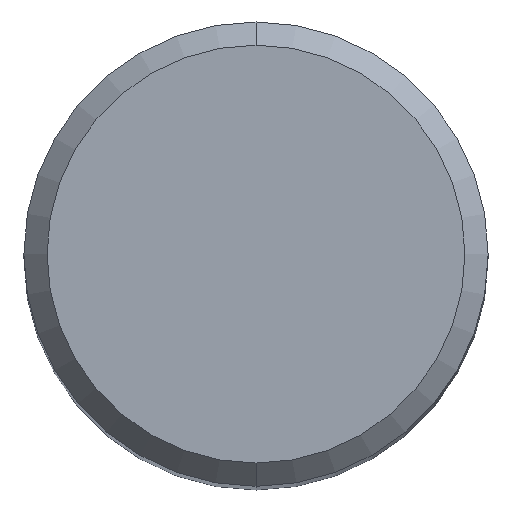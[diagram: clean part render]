
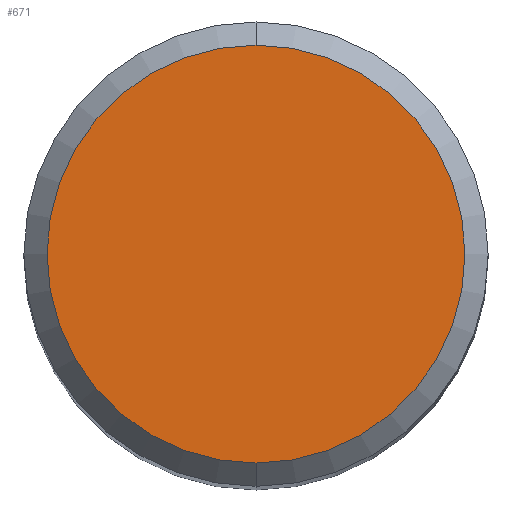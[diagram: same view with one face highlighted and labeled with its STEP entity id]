
A CAD part, top view. The second image highlights one B-rep face of the part: STEP entity #671.
In plain terms, the highlighted planar face has unit normal (0, 0, 1).
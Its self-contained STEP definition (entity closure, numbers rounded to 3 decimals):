
#379=EDGE_CURVE('',#857,#509,#1018,.T.);
#509=VERTEX_POINT('',#1167);
#671=ADVANCED_FACE('',(#1347),#1348,.T.);
#751=EDGE_CURVE('',#509,#857,#1431,.T.);
#857=VERTEX_POINT('',#1544);
#1018=CIRCLE('',#1776,4.5);
#1167=CARTESIAN_POINT('',(0.,-4.5,0.));
#1347=FACE_OUTER_BOUND('',#5430,.T.);
#1348=PLANE('',#5431);
#1431=CIRCLE('',#6090,4.5);
#1544=CARTESIAN_POINT('',(0.0,4.5,0.));
#1776=AXIS2_PLACEMENT_3D('',#9587,#9588,#9589);
#5430=EDGE_LOOP('',(#9999,#10000));
#5431=AXIS2_PLACEMENT_3D('',#10001,#10002,#10003);
#6090=AXIS2_PLACEMENT_3D('',#10076,#10077,#10078);
#9587=CARTESIAN_POINT('',(0.0,0.0,0.));
#9588=DIRECTION('',(0.0,0.0,-1.0));
#9589=DIRECTION('',(0.0,1.0,0.0));
#9999=ORIENTED_EDGE('',*,*,#379,.F.);
#10000=ORIENTED_EDGE('',*,*,#751,.F.);
#10001=CARTESIAN_POINT('',(0.0,2.25,0.));
#10002=DIRECTION('',(-0.0,0.0,1.0));
#10003=DIRECTION('',(0.0,-1.0,0.0));
#10076=CARTESIAN_POINT('',(0.0,0.0,0.));
#10077=DIRECTION('',(0.0,0.0,-1.0));
#10078=DIRECTION('',(0.0,1.0,0.0));
